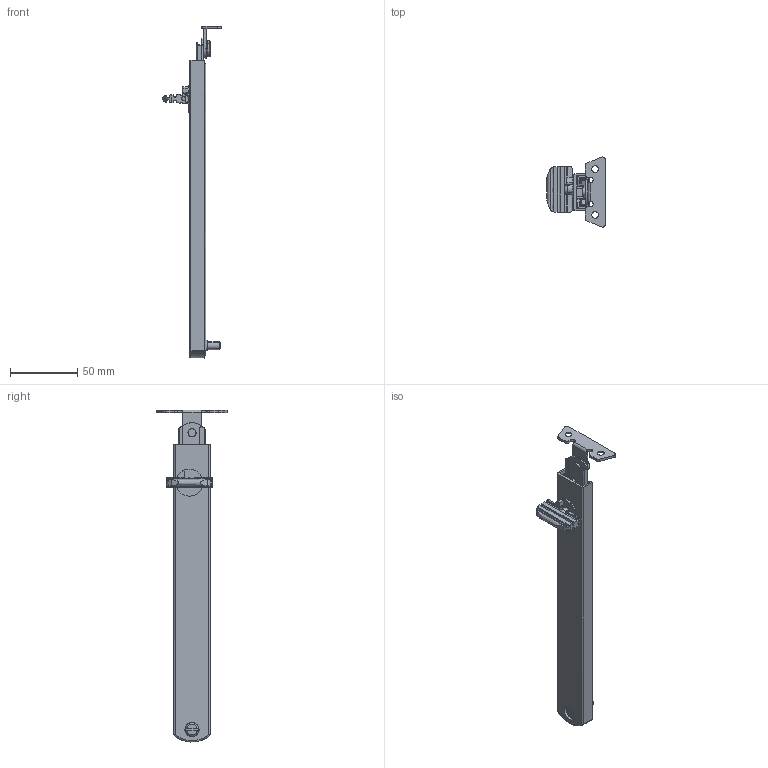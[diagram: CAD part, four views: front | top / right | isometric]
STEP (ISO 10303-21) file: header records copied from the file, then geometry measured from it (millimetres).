
FILE_DESCRIPTION((''),'2;1');
FILE_NAME('','2006-01-17T10:22:02',(''),(''),'','CADfix','');
FILE_SCHEMA(('AUTOMOTIVE_DESIGN'));
Length unit declared in the file: millimetre
Products named in the file (12): guide_B; washer; rivet; pin; knob; cover; cam; bracket; bolt; arm_B; arm_A; TM_235_19277_36
Assembly tree (11 placements, depth 2):
  TM_235_19277_36
    guide_B
    washer
    rivet
    pin
    knob
    cover
    cam
    bracket
    bolt
    arm_B
    arm_A
Bounding box: 43.5 x 52.09 x 246.72 mm (x, y, z)
Volume: 40879.6 mm3; surface area: 62595.6 mm2
Topology: 11 solids, 11 shells, 319 faces, 1063 edges, 765 vertices
Faces by surface type: bspline 319
Entity records: 14111 total; most frequent: CARTESIAN_POINT 7564, ORIENTED_EDGE 2126, EDGE_CURVE 1063, VERTEX_POINT 765, QUASI_UNIFORM_CURVE 572, B_SPLINE_CURVE_WITH_KNOTS 488, EDGE_LOOP 346, FACE_OUTER_BOUND 319
